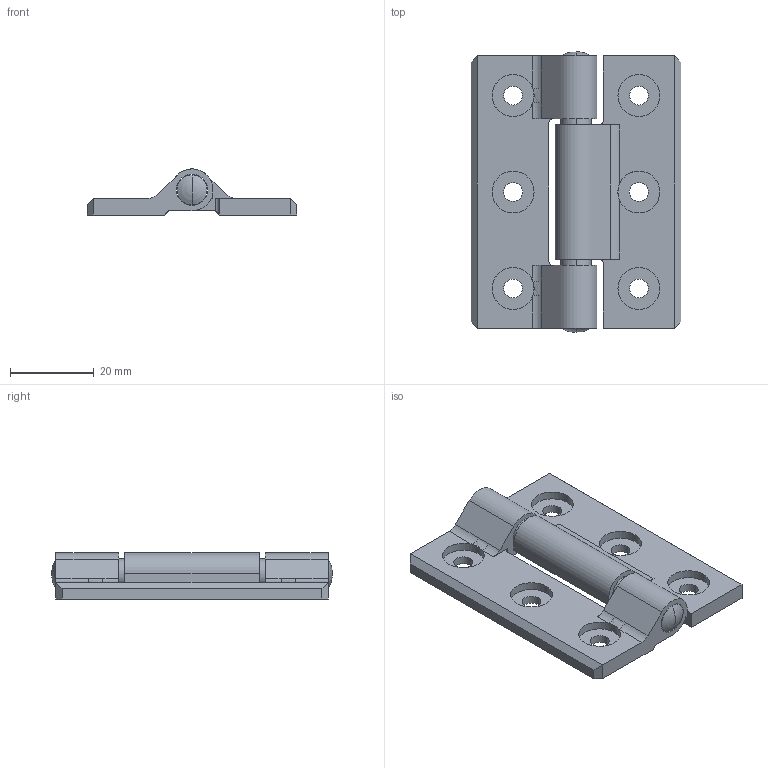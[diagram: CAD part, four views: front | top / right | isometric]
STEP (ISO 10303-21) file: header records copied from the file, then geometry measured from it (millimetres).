
FILE_DESCRIPTION (( 'STEP AP203' ), '1' );
FILE_NAME ('BP-242-3.STEP', '2012-01-25T01:59:22', ( '11sw' ), ( 'タキゲン製造株式会社' ), 'SwSTEP 2.0', 'SolidWorks 2011', '' );
FILE_SCHEMA (( 'CONFIG_CONTROL_DESIGN' ));
Length unit declared in the file: millimetre
Products named in the file (4): BP-242-3羽根B_; BP-242-3羽根Ａ_; BP-242-3シャフト_; BP-242-3
Assembly tree (3 placements, depth 2):
  BP-242-3
    BP-242-3シャフト_
    BP-242-3羽根B_
    BP-242-3羽根Ａ_
Bounding box: 50 x 67 x 10.99 mm (x, y, z)
Volume: 14127.3 mm3; surface area: 11383.4 mm2
Topology: 3 solids, 3 shells, 107 faces, 270 edges, 170 vertices
Faces by surface type: cylinder 51, plane 46, torus 4, cone 4, bspline 2
Entity records: 3706 total; most frequent: CARTESIAN_POINT 639, DIRECTION 590, ORIENTED_EDGE 532, EDGE_CURVE 266, AXIS2_PLACEMENT_3D 221, VERTEX_POINT 170, LINE 148, VECTOR 148
